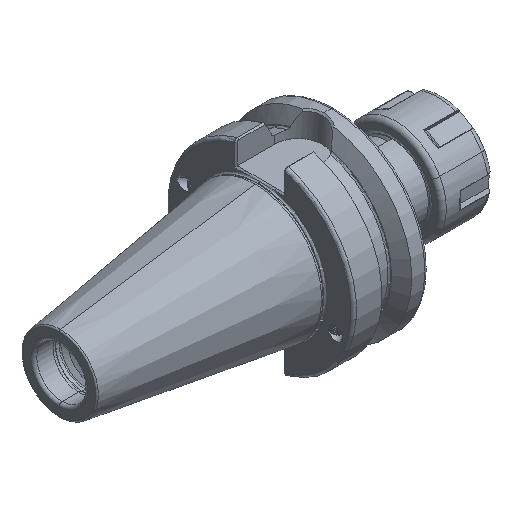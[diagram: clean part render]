
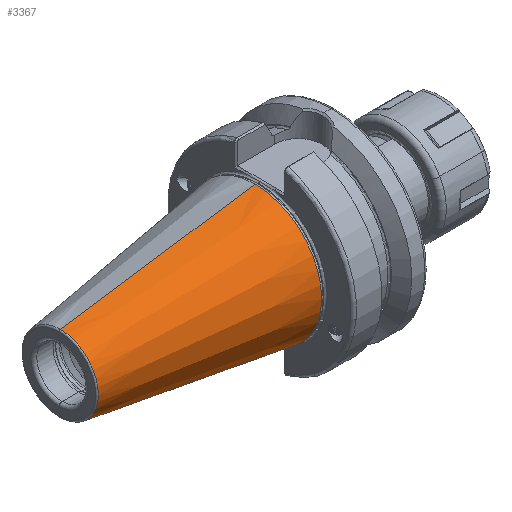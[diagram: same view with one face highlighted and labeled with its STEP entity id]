
A CAD part, isometric view. The second image highlights one B-rep face of the part: STEP entity #3367.
In plain terms, the highlighted conical face has half-angle 8.297 degrees and reference radius 22.298 mm.
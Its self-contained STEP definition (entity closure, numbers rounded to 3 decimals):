
#207 = ORIENTED_EDGE ( 'NONE', *, *, #671, .F. ) ;
#239 = ORIENTED_EDGE ( 'NONE', *, *, #1578, .F. ) ;
#251 = ORIENTED_EDGE ( 'NONE', *, *, #264, .T. ) ;
#264 = EDGE_CURVE ( 'NONE', #8478, #8484, #2934, .T. ) ;
#307 = ORIENTED_EDGE ( 'NONE', *, *, #562, .T. ) ;
#562 = EDGE_CURVE ( 'NONE', #8483, #8478, #3036, .T. ) ;
#671 = EDGE_CURVE ( 'NONE', #8463, #8484, #3088, .T. ) ;
#1578 = EDGE_CURVE ( 'NONE', #8483, #8463, #2717, .T. ) ;
#1847 = DIRECTION ( 'NONE',  ( 0., 0., -1. ) ) ;
#1853 = CARTESIAN_POINT ( 'NONE',  ( -1.5, 0., 0. ) ) ;
#1859 = DIRECTION ( 'NONE',  ( 1., 0., 0. ) ) ;
#2717 = LINE ( 'NONE', #17104, #2718 ) ;
#2718 = VECTOR ( 'NONE', #17110, 1000. ) ;
#2934 = LINE ( 'NONE', #23023, #2935 ) ;
#2935 = VECTOR ( 'NONE', #23022, 1000. ) ;
#3036 = CIRCLE ( 'NONE', #6076, 12.75 ) ;
#3088 = CIRCLE ( 'NONE', #6033, 22.298 ) ;
#3367 = ADVANCED_FACE ( 'NONE', ( #19986 ), #19951, .T. ) ;
#5891 = EDGE_LOOP ( 'NONE', ( #239, #307, #251, #207 ) ) ;
#6033 = AXIS2_PLACEMENT_3D ( 'NONE', #6860, #6842, #6862 ) ;
#6076 = AXIS2_PLACEMENT_3D ( 'NONE', #15900, #15901, #15904 ) ;
#6842 = DIRECTION ( 'NONE',  ( 1., 0., 0. ) ) ;
#6860 = CARTESIAN_POINT ( 'NONE',  ( -1.5, 0., 0. ) ) ;
#6862 = DIRECTION ( 'NONE',  ( 0., 0., -1. ) ) ;
#7975 = CARTESIAN_POINT ( 'NONE',  ( -1.5, 0., 22.298 ) ) ;
#7982 = CARTESIAN_POINT ( 'NONE',  ( -66.972, 0., 12.75 ) ) ;
#7999 = CARTESIAN_POINT ( 'NONE',  ( -1.5, 0., -22.298 ) ) ;
#8000 = CARTESIAN_POINT ( 'NONE',  ( -66.972, 0., -12.75 ) ) ;
#8463 = VERTEX_POINT ( 'NONE', #7975 ) ;
#8478 = VERTEX_POINT ( 'NONE', #8000 ) ;
#8483 = VERTEX_POINT ( 'NONE', #7982 ) ;
#8484 = VERTEX_POINT ( 'NONE', #7999 ) ;
#15900 = CARTESIAN_POINT ( 'NONE',  ( -66.972, 0., 0. ) ) ;
#15901 = DIRECTION ( 'NONE',  ( 1., 0., 0. ) ) ;
#15904 = DIRECTION ( 'NONE',  ( 0., 0., -1. ) ) ;
#17104 = CARTESIAN_POINT ( 'NONE',  ( -1.5, 0., 22.298 ) ) ;
#17110 = DIRECTION ( 'NONE',  ( 0.99, 0., 0.144 ) ) ;
#19951 = CONICAL_SURFACE ( 'NONE', #25635, 22.298, 0.145 ) ;
#19986 = FACE_OUTER_BOUND ( 'NONE', #5891, .T. ) ;
#23022 = DIRECTION ( 'NONE',  ( 0.99, 0., -0.144 ) ) ;
#23023 = CARTESIAN_POINT ( 'NONE',  ( -1.5, 0., -22.298 ) ) ;
#25635 = AXIS2_PLACEMENT_3D ( 'NONE', #1853, #1859, #1847 ) ;
